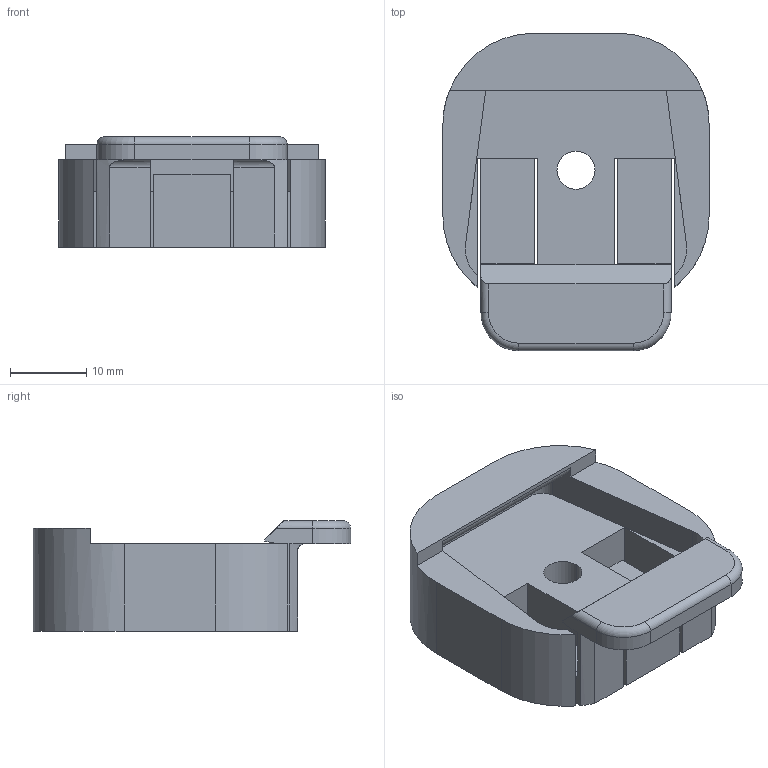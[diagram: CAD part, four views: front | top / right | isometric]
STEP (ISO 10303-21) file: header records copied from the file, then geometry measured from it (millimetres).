
FILE_DESCRIPTION (( 'STEP AP214' ), '1' );
FILE_NAME ('7-Hand_NiryoOne_V2.0.STEP', '2018-09-08T15:18:46', ( '' ), ( '' ), 'SwSTEP 2.0', 'SolidWorks 2015', '' );
FILE_SCHEMA (( 'AUTOMOTIVE_DESIGN' ));
Length unit declared in the file: millimetre
Products named in the file (1): 7-Hand_NiryoOne_V2.0
Bounding box: 35 x 41.75 x 14.5 mm (x, y, z)
Surface area: 5772.9 mm2 (no closed solid volume)
Topology: 0 solids, 1 shells, 61 faces, 188 edges, 124 vertices
Faces by surface type: plane 37, cylinder 22, torus 2
Entity records: 2812 total; most frequent: CARTESIAN_POINT 416, ORIENTED_EDGE 362, DIRECTION 348, EDGE_CURVE 188, LINE 140, VECTOR 140, VERTEX_POINT 124, AXIS2_PLACEMENT_3D 104
